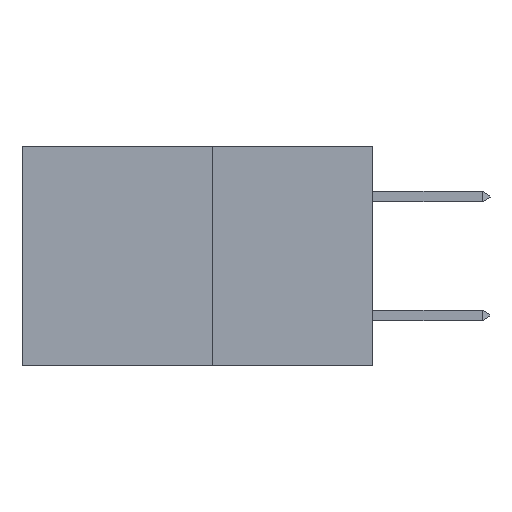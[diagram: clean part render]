
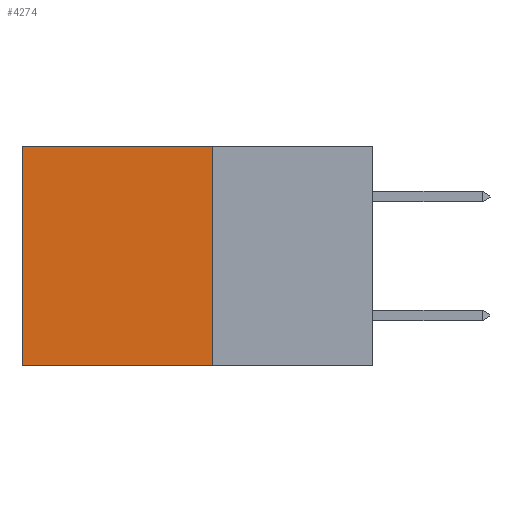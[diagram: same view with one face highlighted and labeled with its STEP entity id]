
A CAD part, left-side view. The second image highlights one B-rep face of the part: STEP entity #4274.
In plain terms, the highlighted planar face has unit normal (-1, 0, 0).
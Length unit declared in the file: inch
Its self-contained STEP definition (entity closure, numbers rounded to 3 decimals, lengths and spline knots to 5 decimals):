
#15 = VERTEX_POINT ( 'NONE', #2697 ) ;
#1317 = EDGE_LOOP ( 'NONE', ( #8786, #7381, #5571, #5848 ) ) ;
#1414 = VERTEX_POINT ( 'NONE', #6462 ) ;
#1601 = LINE ( 'NONE', #10333, #4305 ) ;
#1952 = LINE ( 'NONE', #10677, #11005 ) ;
#2511 = LINE ( 'NONE', #4317, #7216 ) ;
#2697 = CARTESIAN_POINT ( 'NONE',  ( 0.277, 0.27, -0.37 ) ) ;
#2868 = DIRECTION ( 'NONE',  ( 0., 1., 0. ) ) ;
#3177 = CARTESIAN_POINT ( 'NONE',  ( 0.277, 0.27, -0.37 ) ) ;
#3227 = DIRECTION ( 'NONE',  ( 1., 0., 0. ) ) ;
#4236 = FACE_OUTER_BOUND ( 'NONE', #1317, .T. ) ;
#4274 = ADVANCED_FACE ( 'NONE', ( #4236 ), #10826, .F. ) ;
#4297 = CARTESIAN_POINT ( 'NONE',  ( 0.277, 0.59, -0.37 ) ) ;
#4305 = VECTOR ( 'NONE', #11187, 39.37008 ) ;
#4317 = CARTESIAN_POINT ( 'NONE',  ( 0.277, 0.27, -0.37 ) ) ;
#5299 = CARTESIAN_POINT ( 'NONE',  ( 0.277, 0.59, -0.37 ) ) ;
#5434 = EDGE_CURVE ( 'NONE', #1414, #10296, #1952, .T. ) ;
#5571 = ORIENTED_EDGE ( 'NONE', *, *, #11540, .F. ) ;
#5759 = DIRECTION ( 'NONE',  ( 0., 0., -1. ) ) ;
#5848 = ORIENTED_EDGE ( 'NONE', *, *, #5434, .T. ) ;
#5963 = EDGE_CURVE ( 'NONE', #10296, #6121, #8934, .T. ) ;
#6121 = VERTEX_POINT ( 'NONE', #4297 ) ;
#6183 = DIRECTION ( 'NONE',  ( 0., 0., -1. ) ) ;
#6462 = CARTESIAN_POINT ( 'NONE',  ( 0.277, 0.27, 0. ) ) ;
#6961 = VECTOR ( 'NONE', #5759, 39.37008 ) ;
#7216 = VECTOR ( 'NONE', #10397, 39.37008 ) ;
#7381 = ORIENTED_EDGE ( 'NONE', *, *, #10267, .F. ) ;
#8655 = CARTESIAN_POINT ( 'NONE',  ( 0.277, 0.59, 0. ) ) ;
#8786 = ORIENTED_EDGE ( 'NONE', *, *, #5963, .T. ) ;
#8840 = AXIS2_PLACEMENT_3D ( 'NONE', #3177, #3227, #6183 ) ;
#8934 = LINE ( 'NONE', #5299, #6961 ) ;
#10267 = EDGE_CURVE ( 'NONE', #15, #6121, #2511, .T. ) ;
#10296 = VERTEX_POINT ( 'NONE', #8655 ) ;
#10333 = CARTESIAN_POINT ( 'NONE',  ( 0.277, 0.27, -0.37 ) ) ;
#10397 = DIRECTION ( 'NONE',  ( 0., 1., 0. ) ) ;
#10677 = CARTESIAN_POINT ( 'NONE',  ( 0.277, 0.27, 0. ) ) ;
#10826 = PLANE ( 'NONE',  #8840 ) ;
#11005 = VECTOR ( 'NONE', #2868, 39.37008 ) ;
#11187 = DIRECTION ( 'NONE',  ( 0., 0., -1. ) ) ;
#11540 = EDGE_CURVE ( 'NONE', #1414, #15, #1601, .T. ) ;
